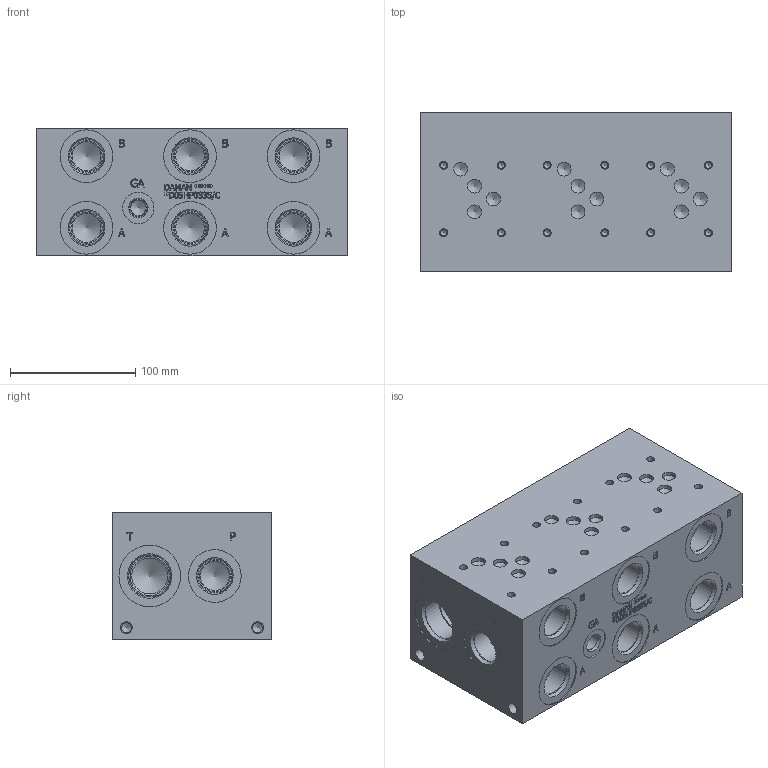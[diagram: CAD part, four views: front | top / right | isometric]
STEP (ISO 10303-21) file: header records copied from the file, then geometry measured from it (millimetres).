
FILE_DESCRIPTION(/* description */ (''),/* implementation_level */ '2;1');
FILE_NAME(/* name */ '_D05HP033S_C.stp',/* time_stamp */ '2022-10-19T11:49:17-04:00',/* author */ ('mikeh'),/* organization */ (''),/* preprocessor_version */ 'ST-DEVELOPER v18',/* originating_system */ 'Autodesk Inventor 2020',/* authorisation */ '');
FILE_SCHEMA (('AUTOMOTIVE_DESIGN { 1 0 10303 214 3 1 1 }'));
Length unit declared in the file: millimetre
Products named in the file (1): Part_AD05HP033S_C_3D
Bounding box: 247.65 x 127 x 101.6 mm (x, y, z)
Volume: 2956141.7 mm3; surface area: 179282.4 mm2
Topology: 1 solids, 1 shells, 801 faces, 2191 edges, 1484 vertices
Faces by surface type: plane 413, bspline 203, cylinder 106, cone 79
Full cylindrical faces by diameter (mm): 5.105 x12, 6.35 x12, 7.925 x4, 9.525 x4, 11.113 x2, 11.125 x10, 12.294 x1, 12.9 x1, 14.275 x1, 14.3 x1, 14.529 x1, 15.9 x1, 20.62 x1, 22.23 x1, 22.54 x1, 23.012 x8, 24.917 x8, 25.019 x1, 26.99 x2, 27 x6, 27.432 x8, 28.575 x2, 30.16 x1, 31.267 x2, 33.34 x1, 33.35 x1, 33.757 x2, 35.509 x1, 42.037 x8, 49.124 x2
Entity records: 26918 total; most frequent: CARTESIAN_POINT 7076, ORIENTED_EDGE 4302, DIRECTION 3343, EDGE_CURVE 2151, VERTEX_POINT 1484, LINE 1345, VECTOR 1345, AXIS2_PLACEMENT_3D 999
